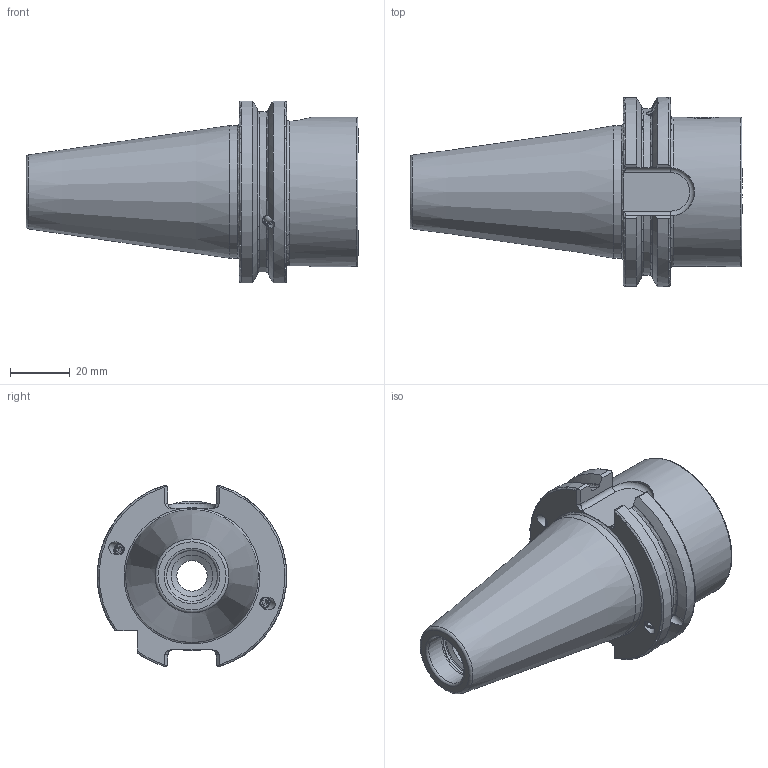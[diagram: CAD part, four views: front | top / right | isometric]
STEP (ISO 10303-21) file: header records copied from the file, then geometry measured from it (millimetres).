
FILE_DESCRIPTION (( 'STEP AP214' ), '1' );
FILE_NAME ('SB4.ST5.K01.043.STEP', '2020-04-15T12:08:31', ( '' ), ( '' ), 'SwSTEP 2.0', 'SolidWorks 2017', '' );
FILE_SCHEMA (( 'AUTOMOTIVE_DESIGN' ));
Length unit declared in the file: millimetre
Products named in the file (5): SB4-ST5.K01.043_B_mit Bundk”lung; ST5-ER1.001.012_A; ISO 4026 - M4 x 4_PreviewCfg; KVT_MB_600_040; SB4.ST5.K01.043
Assembly tree (6 placements, depth 2):
  SB4.ST5.K01.043
    SB4-ST5.K01.043_B_mit Bundk”lung
    ST5-ER1.001.012_A
    ISO 4026 - M4 x 4_PreviewCfg  x2
    KVT_MB_600_040  x2
Bounding box: 111.25 x 63.5 x 60.94 mm (x, y, z)
Volume: 128388.1 mm3; surface area: 27892.1 mm2
Topology: 8 solids, 8 shells, 212 faces, 552 edges, 345 vertices
Faces by surface type: plane 80, cylinder 52, cone 49, torus 27, bspline 2, sphere 2
Full cylindrical faces by diameter (mm): 3 x2, 3.3 x4, 4 x8, 4.2 x2, 5 x1, 9 x1, 10 x1, 10.2 x1, 14 x1, 17 x1, 17.45 x1, 28 x1, 29 x1, 44.45 x1, 50 x1
Entity records: 6401 total; most frequent: CARTESIAN_POINT 2074, ORIENTED_EDGE 810, DIRECTION 785, EDGE_CURVE 405, AXIS2_PLACEMENT_3D 320, VERTEX_POINT 286, EDGE_LOOP 253, FACE_OUTER_BOUND 213
